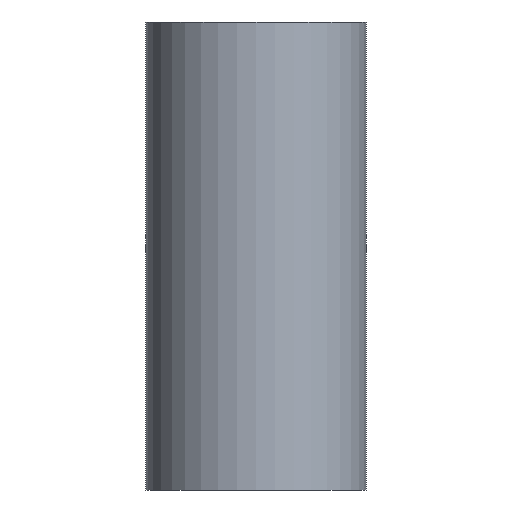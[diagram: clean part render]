
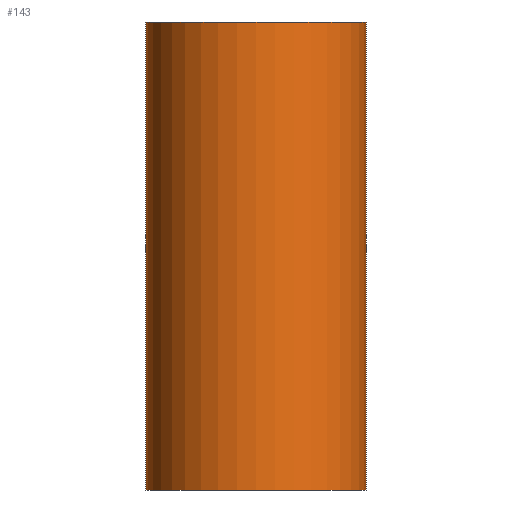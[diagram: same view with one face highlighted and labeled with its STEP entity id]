
A CAD part, left-side view. The second image highlights one B-rep face of the part: STEP entity #143.
In plain terms, the highlighted cylindrical face has radius 4 mm (diameter 8 mm), a partial arc.
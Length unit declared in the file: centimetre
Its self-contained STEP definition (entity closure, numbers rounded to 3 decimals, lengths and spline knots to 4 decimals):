
#15=CYLINDRICAL_SURFACE('',#179,0.4);
#25=FACE_OUTER_BOUND('',#37,.T.);
#37=EDGE_LOOP('',(#113,#114,#115,#116));
#47=LINE('',#257,#57);
#48=LINE('',#258,#58);
#57=VECTOR('',#213,1.7);
#58=VECTOR('',#214,1.7);
#63=CIRCLE('',#170,0.4);
#67=CIRCLE('',#175,0.4);
#71=VERTEX_POINT('',#231);
#72=VERTEX_POINT('',#232);
#77=VERTEX_POINT('',#244);
#78=VERTEX_POINT('',#245);
#83=EDGE_CURVE('',#71,#72,#63,.T.);
#89=EDGE_CURVE('',#77,#78,#67,.T.);
#95=EDGE_CURVE('',#72,#78,#47,.T.);
#96=EDGE_CURVE('',#71,#77,#48,.T.);
#113=ORIENTED_EDGE('',*,*,#89,.T.);
#114=ORIENTED_EDGE('',*,*,#95,.F.);
#115=ORIENTED_EDGE('',*,*,#83,.F.);
#116=ORIENTED_EDGE('',*,*,#96,.T.);
#143=ADVANCED_FACE('',(#25),#15,.T.);
#170=AXIS2_PLACEMENT_3D('',#233,#189,#190);
#175=AXIS2_PLACEMENT_3D('',#246,#201,#202);
#179=AXIS2_PLACEMENT_3D('',#256,#211,#212);
#189=DIRECTION('center_axis',(0.,0.,1.));
#190=DIRECTION('ref_axis',(1.,0.,0.));
#201=DIRECTION('center_axis',(0.,0.,1.));
#202=DIRECTION('ref_axis',(1.,0.,0.));
#211=DIRECTION('center_axis',(0.,0.,-1.));
#212=DIRECTION('ref_axis',(-1.,0.,0.));
#213=DIRECTION('',(0.,0.,-1.));
#214=DIRECTION('',(0.,0.,-1.));
#231=CARTESIAN_POINT('',(-3.,0.4,1.7));
#232=CARTESIAN_POINT('',(-3.,-0.4,1.7));
#233=CARTESIAN_POINT('Origin',(-3.,0.,1.7));
#244=CARTESIAN_POINT('',(-3.,0.4,0.));
#245=CARTESIAN_POINT('',(-3.,-0.4,0.));
#246=CARTESIAN_POINT('Origin',(-3.,0.,0.));
#256=CARTESIAN_POINT('Origin',(-3.,0.,1.7));
#257=CARTESIAN_POINT('',(-3.,-0.4,1.7));
#258=CARTESIAN_POINT('',(-3.,0.4,1.7));
